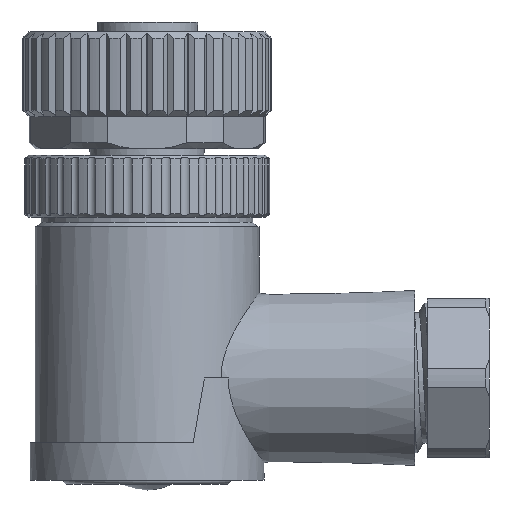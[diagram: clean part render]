
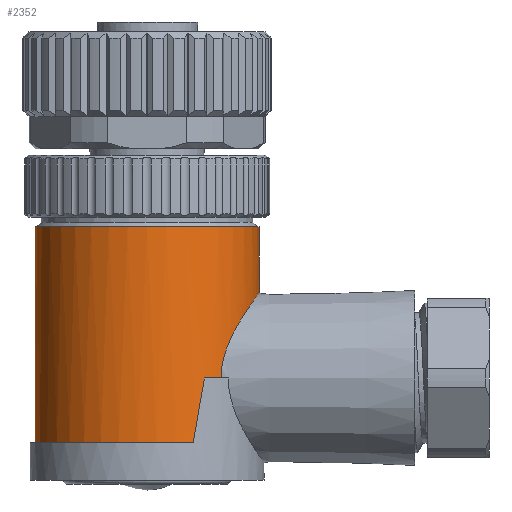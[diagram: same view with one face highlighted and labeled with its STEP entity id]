
A CAD part, left-side view. The second image highlights one B-rep face of the part: STEP entity #2352.
In plain terms, the highlighted cylindrical face has radius 9 mm (diameter 18 mm), a full revolution.
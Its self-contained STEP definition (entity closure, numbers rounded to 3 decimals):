
#1649=CYLINDRICAL_SURFACE('',#9218,9.);
#1887=B_SPLINE_CURVE_WITH_KNOTS('',3,(#12366,#12367,#12368,#12369,#12370,
#12371,#12372,#12373,#12374,#12375,#12376,#12377),.UNSPECIFIED.,.F.,.F.,
(4,2,2,2,2,4),(0.,0.25,0.375,0.5,0.75,1.),.UNSPECIFIED.);
#2345=ELLIPSE('',#9212,51.829,9.);
#2346=ELLIPSE('',#9214,51.829,9.);
#2352=ADVANCED_FACE('',(#3095,#3096),#1649,.T.);
#3095=FACE_BOUND('',#3399,.T.);
#3096=FACE_BOUND('',#3400,.T.);
#3399=EDGE_LOOP('',(#4083,#4084,#4085,#4086,#4087,#4088));
#3400=EDGE_LOOP('',(#4089));
#4083=ORIENTED_EDGE('',*,*,#7515,.F.);
#4084=ORIENTED_EDGE('',*,*,#7516,.F.);
#4085=ORIENTED_EDGE('',*,*,#7517,.F.);
#4086=ORIENTED_EDGE('',*,*,#7518,.F.);
#4087=ORIENTED_EDGE('',*,*,#7519,.T.);
#4088=ORIENTED_EDGE('',*,*,#7520,.F.);
#4089=ORIENTED_EDGE('',*,*,#7521,.F.);
#6621=VERTEX_POINT('',#12358);
#6622=VERTEX_POINT('',#12359);
#6623=VERTEX_POINT('',#12361);
#6624=VERTEX_POINT('',#12363);
#6625=VERTEX_POINT('',#12365);
#6626=VERTEX_POINT('',#12378);
#6627=VERTEX_POINT('',#12381);
#7515=EDGE_CURVE('',#6621,#6622,#2345,.T.);
#7516=EDGE_CURVE('',#6623,#6621,#8784,.T.);
#7517=EDGE_CURVE('',#6624,#6623,#2346,.T.);
#7518=EDGE_CURVE('',#6625,#6624,#8785,.T.);
#7519=EDGE_CURVE('',#6625,#6626,#1887,.T.);
#7520=EDGE_CURVE('',#6622,#6626,#8786,.T.);
#7521=EDGE_CURVE('',#6627,#6627,#8787,.T.);
#8784=CIRCLE('',#9213,9.);
#8785=CIRCLE('',#9215,9.);
#8786=CIRCLE('',#9216,9.);
#8787=CIRCLE('',#9217,9.);
#9212=AXIS2_PLACEMENT_3D('',#12357,#10138,#10139);
#9213=AXIS2_PLACEMENT_3D('',#12360,#10140,#10141);
#9214=AXIS2_PLACEMENT_3D('',#12362,#10142,#10143);
#9215=AXIS2_PLACEMENT_3D('',#12364,#10144,#10145);
#9216=AXIS2_PLACEMENT_3D('',#12379,#10146,#10147);
#9217=AXIS2_PLACEMENT_3D('',#12380,#10148,#10149);
#9218=AXIS2_PLACEMENT_3D('',#12382,#10150,#10151);
#10138=DIRECTION('',(0.,-0.985,-0.174));
#10139=DIRECTION('',(0.,0.174,-0.985));
#10140=DIRECTION('',(0.,0.,-1.));
#10141=DIRECTION('',(1.,0.,0.));
#10142=DIRECTION('',(0.,-0.985,-0.174));
#10143=DIRECTION('',(0.,0.174,-0.985));
#10144=DIRECTION('',(0.,0.,-1.));
#10145=DIRECTION('',(1.,0.,0.));
#10146=DIRECTION('',(0.,0.,-1.));
#10147=DIRECTION('',(1.,0.,0.));
#10148=DIRECTION('',(0.,0.,1.));
#10149=DIRECTION('',(1.,0.,0.));
#10150=DIRECTION('',(0.,0.,-1.));
#10151=DIRECTION('',(1.,0.,0.));
#12357=CARTESIAN_POINT('',(0.,0.,-60.001));
#12358=CARTESIAN_POINT('',(8.203,-3.703,-39.));
#12359=CARTESIAN_POINT('',(7.724,-4.62,-33.8));
#12360=CARTESIAN_POINT('',(0.,0.,-39.));
#12361=CARTESIAN_POINT('',(-8.203,-3.703,-39.));
#12362=CARTESIAN_POINT('',(0.,0.,-60.001));
#12363=CARTESIAN_POINT('',(-7.724,-4.62,-33.8));
#12364=CARTESIAN_POINT('',(0.,0.,-33.8));
#12365=CARTESIAN_POINT('',(-6.754,-5.949,-33.8));
#12366=CARTESIAN_POINT('',(-6.754,-5.949,-33.8));
#12367=CARTESIAN_POINT('',(-6.754,-5.949,-31.917));
#12368=CARTESIAN_POINT('',(-6.006,-6.849,-30.244));
#12369=CARTESIAN_POINT('',(-4.223,-7.979,-28.417));
#12370=CARTESIAN_POINT('',(-3.513,-8.33,-27.916));
#12371=CARTESIAN_POINT('',(-1.878,-8.843,-27.2));
#12372=CARTESIAN_POINT('',(-0.946,-8.998,-26.995));
#12373=CARTESIAN_POINT('',(1.845,-9.003,-26.989));
#12374=CARTESIAN_POINT('',(3.613,-8.363,-27.796));
#12375=CARTESIAN_POINT('',(6.004,-6.853,-30.237));
#12376=CARTESIAN_POINT('',(6.754,-5.949,-31.915));
#12377=CARTESIAN_POINT('',(6.754,-5.949,-33.8));
#12378=CARTESIAN_POINT('',(6.754,-5.949,-33.8));
#12379=CARTESIAN_POINT('',(0.,0.,-33.8));
#12380=CARTESIAN_POINT('',(0.,0.,-21.65));
#12381=CARTESIAN_POINT('',(9.,0.,-21.65));
#12382=CARTESIAN_POINT('',(0.,0.,-21.65));
